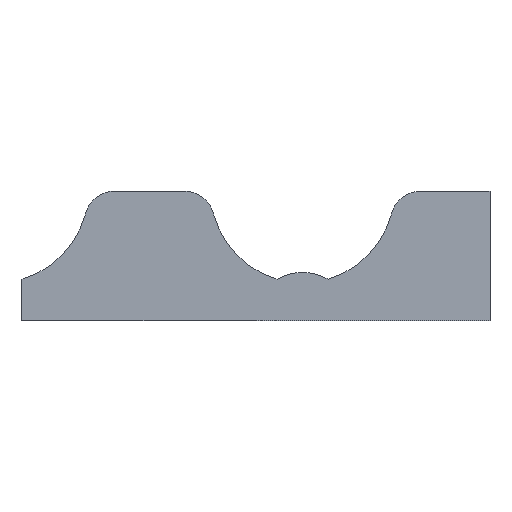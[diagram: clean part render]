
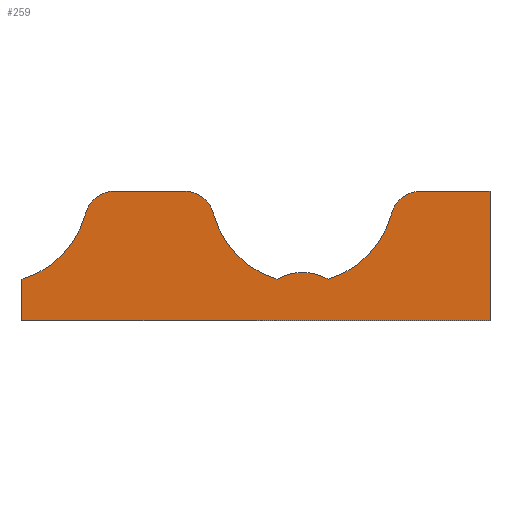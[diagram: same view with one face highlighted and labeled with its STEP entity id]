
A CAD part, front view. The second image highlights one B-rep face of the part: STEP entity #259.
In plain terms, the highlighted planar face has unit normal (0, -1, 0).
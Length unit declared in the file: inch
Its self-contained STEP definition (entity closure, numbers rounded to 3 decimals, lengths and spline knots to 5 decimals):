
#15=CIRCLE('',#278,0.05906);
#17=CIRCLE('',#281,0.01969);
#19=CIRCLE('',#284,0.05906);
#21=CIRCLE('',#287,0.01969);
#23=CIRCLE('',#290,0.01969);
#25=CIRCLE('',#293,0.05906);
#27=CIRCLE('',#296,0.03281);
#48=FACE_OUTER_BOUND('',#62,.T.);
#62=EDGE_LOOP('',(#224,#225,#226,#227,#228,#229,#230,#231,#232,#233,#234,
#235));
#67=LINE('',#392,#89);
#71=LINE('',#401,#93);
#81=LINE('',#449,#103);
#84=LINE('',#454,#106);
#85=LINE('',#456,#107);
#89=VECTOR('',#310,0.3937);
#93=VECTOR('',#316,0.3937);
#103=VECTOR('',#372,0.3937);
#106=VECTOR('',#377,0.3937);
#107=VECTOR('',#380,0.3937);
#109=VERTEX_POINT('',#386);
#111=VERTEX_POINT('',#390);
#112=VERTEX_POINT('',#394);
#115=VERTEX_POINT('',#399);
#116=VERTEX_POINT('',#403);
#118=VERTEX_POINT('',#406);
#120=VERTEX_POINT('',#415);
#122=VERTEX_POINT('',#418);
#124=VERTEX_POINT('',#427);
#126=VERTEX_POINT('',#433);
#130=VERTEX_POINT('',#448);
#131=VERTEX_POINT('',#452);
#135=EDGE_CURVE('',#109,#111,#67,.T.);
#139=EDGE_CURVE('',#112,#115,#71,.T.);
#141=EDGE_CURVE('',#118,#116,#15,.T.);
#144=EDGE_CURVE('',#115,#118,#17,.T.);
#147=EDGE_CURVE('',#122,#120,#19,.T.);
#150=EDGE_CURVE('',#111,#122,#21,.T.);
#152=EDGE_CURVE('',#124,#112,#23,.T.);
#155=EDGE_CURVE('',#126,#124,#25,.T.);
#158=EDGE_CURVE('',#120,#126,#27,.T.);
#163=EDGE_CURVE('',#109,#130,#81,.T.);
#166=EDGE_CURVE('',#116,#131,#84,.T.);
#167=EDGE_CURVE('',#130,#131,#85,.T.);
#224=ORIENTED_EDGE('',*,*,#141,.T.);
#225=ORIENTED_EDGE('',*,*,#166,.T.);
#226=ORIENTED_EDGE('',*,*,#167,.F.);
#227=ORIENTED_EDGE('',*,*,#163,.F.);
#228=ORIENTED_EDGE('',*,*,#135,.T.);
#229=ORIENTED_EDGE('',*,*,#150,.T.);
#230=ORIENTED_EDGE('',*,*,#147,.T.);
#231=ORIENTED_EDGE('',*,*,#158,.T.);
#232=ORIENTED_EDGE('',*,*,#155,.T.);
#233=ORIENTED_EDGE('',*,*,#152,.T.);
#234=ORIENTED_EDGE('',*,*,#139,.T.);
#235=ORIENTED_EDGE('',*,*,#144,.T.);
#245=PLANE('',#301);
#259=ADVANCED_FACE('',(#48),#245,.T.);
#278=AXIS2_PLACEMENT_3D('',#407,#320,#321);
#281=AXIS2_PLACEMENT_3D('',#412,#327,#328);
#284=AXIS2_PLACEMENT_3D('',#419,#334,#335);
#287=AXIS2_PLACEMENT_3D('',#424,#341,#342);
#290=AXIS2_PLACEMENT_3D('',#428,#347,#348);
#293=AXIS2_PLACEMENT_3D('',#434,#354,#355);
#296=AXIS2_PLACEMENT_3D('',#439,#361,#362);
#301=AXIS2_PLACEMENT_3D('',#455,#378,#379);
#310=DIRECTION('',(-1.,0.,0.));
#316=DIRECTION('',(-1.,0.,0.));
#320=DIRECTION('center_axis',(0.,1.,0.));
#321=DIRECTION('ref_axis',(-1.,0.,0.));
#327=DIRECTION('center_axis',(0.,-1.,0.));
#328=DIRECTION('ref_axis',(-1.,0.,0.));
#334=DIRECTION('center_axis',(0.,1.,0.));
#335=DIRECTION('ref_axis',(-1.,0.,0.));
#341=DIRECTION('center_axis',(0.,-1.,0.));
#342=DIRECTION('ref_axis',(-1.,0.,0.));
#347=DIRECTION('center_axis',(0.,-1.,0.));
#348=DIRECTION('ref_axis',(-1.,0.,0.));
#354=DIRECTION('center_axis',(0.,1.,0.));
#355=DIRECTION('ref_axis',(-1.,0.,0.));
#361=DIRECTION('center_axis',(0.,-1.,0.));
#362=DIRECTION('ref_axis',(-1.,0.,0.));
#372=DIRECTION('',(0.,0.,-1.));
#377=DIRECTION('',(0.,0.,-1.));
#378=DIRECTION('center_axis',(0.,-1.,0.));
#379=DIRECTION('ref_axis',(-1.,0.,0.));
#380=DIRECTION('',(-1.,0.,0.));
#386=CARTESIAN_POINT('',(9.74266,1.83433,-0.01854));
#390=CARTESIAN_POINT('',(9.69829,1.83433,-0.01854));
#392=CARTESIAN_POINT('',(9.28865,1.83433,-0.01854));
#394=CARTESIAN_POINT('',(9.54581,1.83433,-0.01854));
#399=CARTESIAN_POINT('',(9.50144,1.83433,-0.01854));
#401=CARTESIAN_POINT('',(9.28865,1.83433,-0.01854));
#403=CARTESIAN_POINT('',(9.4416,1.83433,-0.07527));
#406=CARTESIAN_POINT('',(9.48238,1.83433,-0.0333));
#407=CARTESIAN_POINT('Origin',(9.4252,1.83433,-0.01854));
#412=CARTESIAN_POINT('Origin',(9.50144,1.83433,-0.03822));
#415=CARTESIAN_POINT('',(9.63845,1.83433,-0.07527));
#418=CARTESIAN_POINT('',(9.67923,1.83433,-0.0333));
#419=CARTESIAN_POINT('Origin',(9.62205,1.83433,-0.01854));
#424=CARTESIAN_POINT('Origin',(9.69829,1.83433,-0.03822));
#427=CARTESIAN_POINT('',(9.56487,1.83433,-0.0333));
#428=CARTESIAN_POINT('Origin',(9.54581,1.83433,-0.03822));
#433=CARTESIAN_POINT('',(9.60564,1.83433,-0.07527));
#434=CARTESIAN_POINT('Origin',(9.62205,1.83433,-0.01854));
#439=CARTESIAN_POINT('Origin',(9.62205,1.83433,-0.10368));
#448=CARTESIAN_POINT('',(9.74266,1.83433,-0.10216));
#449=CARTESIAN_POINT('',(9.74266,1.83433,0.05627));
#452=CARTESIAN_POINT('',(9.4416,1.83433,-0.10216));
#454=CARTESIAN_POINT('',(9.4416,1.83433,0.05627));
#455=CARTESIAN_POINT('Origin',(9.74266,1.83433,0.05627));
#456=CARTESIAN_POINT('',(9.4416,1.83433,-0.10216));
